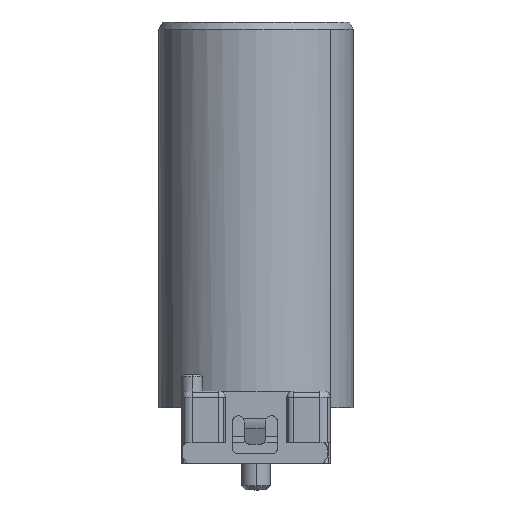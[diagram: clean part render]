
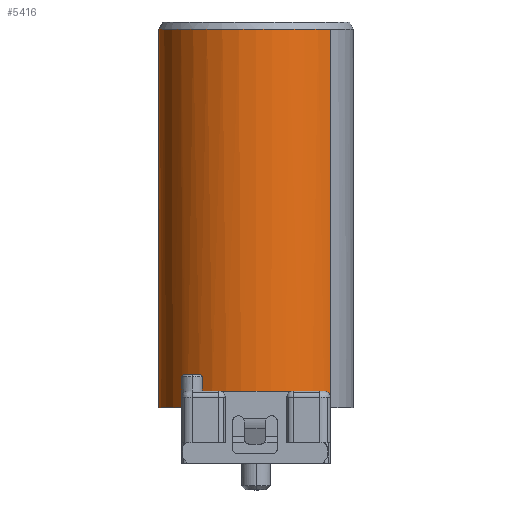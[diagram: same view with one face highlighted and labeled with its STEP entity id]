
A CAD part, left-side view. The second image highlights one B-rep face of the part: STEP entity #5416.
In plain terms, the highlighted cylindrical face has radius 4.725 mm (diameter 9.45 mm), a partial arc.
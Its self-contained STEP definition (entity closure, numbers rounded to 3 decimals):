
#5096=AXIS2_PLACEMENT_3D('Circle Axis2P3D',#5094,#5095,$) ;
#5122=AXIS2_PLACEMENT_3D('Circle Axis2P3D',#5120,#5121,$) ;
#5322=AXIS2_PLACEMENT_3D('Cylinder Axis2P3D',#5319,#5320,#5321) ;
#5333=AXIS2_PLACEMENT_3D('Circle Axis2P3D',#5331,#5332,$) ;
#5364=AXIS2_PLACEMENT_3D('Circle Axis2P3D',#5362,#5363,$) ;
#5371=AXIS2_PLACEMENT_3D('Circle Axis2P3D',#5369,#5370,$) ;
#5091=CARTESIAN_POINT('Vertex',(9.81,8.325,22.354)) ;
#5094=CARTESIAN_POINT('Axis2P3D Location',(6.75,4.725,22.354)) ;
#5098=CARTESIAN_POINT('Vertex',(6.75,9.45,22.354)) ;
#5120=CARTESIAN_POINT('Axis2P3D Location',(6.75,4.725,22.354)) ;
#5124=CARTESIAN_POINT('Vertex',(3.69,1.125,22.354)) ;
#5211=CARTESIAN_POINT('Line Origine',(3.69,1.125,4.8)) ;
#5215=CARTESIAN_POINT('Vertex',(3.69,1.125,4.5)) ;
#5293=CARTESIAN_POINT('Vertex',(9.81,8.325,4.5)) ;
#5296=CARTESIAN_POINT('Line Origine',(9.81,8.325,4.8)) ;
#5319=CARTESIAN_POINT('Axis2P3D Location',(6.75,4.725,4.8)) ;
#5324=CARTESIAN_POINT('Line Origine',(9.81,8.325,4.8)) ;
#5328=CARTESIAN_POINT('Vertex',(9.81,8.325,4.)) ;
#5331=CARTESIAN_POINT('Axis2P3D Location',(6.75,4.725,4.)) ;
#5335=CARTESIAN_POINT('Vertex',(3.69,8.325,4.)) ;
#5338=CARTESIAN_POINT('Line Origine',(3.69,8.325,4.8)) ;
#5342=CARTESIAN_POINT('Vertex',(3.689,8.325,4.5)) ;
#5346=CARTESIAN_POINT('Control Point',(3.689,8.325,4.5)) ;
#5347=CARTESIAN_POINT('Control Point',(3.69,8.325,4.564)) ;
#5348=CARTESIAN_POINT('Control Point',(3.664,8.303,4.63)) ;
#5349=CARTESIAN_POINT('Control Point',(3.63,8.274,4.676)) ;
#5350=CARTESIAN_POINT('Control Point',(3.59,8.238,4.713)) ;
#5351=CARTESIAN_POINT('Vertex',(3.59,8.237,4.712)) ;
#5355=CARTESIAN_POINT('Control Point',(3.59,8.238,4.713)) ;
#5356=CARTESIAN_POINT('Control Point',(3.525,8.179,4.771)) ;
#5357=CARTESIAN_POINT('Control Point',(3.442,8.1,4.801)) ;
#5358=CARTESIAN_POINT('Control Point',(3.369,8.025,4.8)) ;
#5359=CARTESIAN_POINT('Vertex',(3.368,8.025,4.8)) ;
#5362=CARTESIAN_POINT('Axis2P3D Location',(6.75,4.725,4.8)) ;
#5366=CARTESIAN_POINT('Vertex',(2.025,4.725,4.8)) ;
#5369=CARTESIAN_POINT('Axis2P3D Location',(6.75,4.725,4.8)) ;
#5373=CARTESIAN_POINT('Vertex',(3.368,1.425,4.8)) ;
#5377=CARTESIAN_POINT('Control Point',(3.368,1.425,4.8)) ;
#5378=CARTESIAN_POINT('Control Point',(3.424,1.368,4.8)) ;
#5379=CARTESIAN_POINT('Control Point',(3.481,1.312,4.785)) ;
#5380=CARTESIAN_POINT('Control Point',(3.54,1.257,4.756)) ;
#5381=CARTESIAN_POINT('Control Point',(3.589,1.213,4.712)) ;
#5382=CARTESIAN_POINT('Vertex',(3.589,1.213,4.712)) ;
#5386=CARTESIAN_POINT('Control Point',(3.589,1.213,4.712)) ;
#5387=CARTESIAN_POINT('Control Point',(3.592,1.211,4.71)) ;
#5388=CARTESIAN_POINT('Control Point',(3.594,1.208,4.708)) ;
#5389=CARTESIAN_POINT('Control Point',(3.597,1.206,4.705)) ;
#5390=CARTESIAN_POINT('Vertex',(3.597,1.206,4.705)) ;
#5394=CARTESIAN_POINT('Control Point',(3.597,1.206,4.705)) ;
#5395=CARTESIAN_POINT('Control Point',(3.634,1.173,4.67)) ;
#5396=CARTESIAN_POINT('Control Point',(3.669,1.143,4.623)) ;
#5397=CARTESIAN_POINT('Control Point',(3.69,1.125,4.561)) ;
#5398=CARTESIAN_POINT('Control Point',(3.69,1.125,4.5)) ;
#5095=DIRECTION('Axis2P3D Direction',(0.,0.,-1.)) ;
#5121=DIRECTION('Axis2P3D Direction',(0.,0.,-1.)) ;
#5212=DIRECTION('Vector Direction',(0.,0.,-1.)) ;
#5297=DIRECTION('Vector Direction',(0.,0.,-1.)) ;
#5320=DIRECTION('Axis2P3D Direction',(0.,0.,-1.)) ;
#5321=DIRECTION('Axis2P3D XDirection',(-0.648,-0.762,0.)) ;
#5325=DIRECTION('Vector Direction',(0.,0.,-1.)) ;
#5332=DIRECTION('Axis2P3D Direction',(0.,0.,-1.)) ;
#5339=DIRECTION('Vector Direction',(0.,0.,-1.)) ;
#5363=DIRECTION('Axis2P3D Direction',(0.,0.,-1.)) ;
#5370=DIRECTION('Axis2P3D Direction',(0.,0.,-1.)) ;
#5213=VECTOR('Line Direction',#5212,1.) ;
#5298=VECTOR('Line Direction',#5297,1.) ;
#5326=VECTOR('Line Direction',#5325,1.) ;
#5340=VECTOR('Line Direction',#5339,1.) ;
#5401=ORIENTED_EDGE('',*,*,#5300,.T.) ;
#5402=ORIENTED_EDGE('',*,*,#5330,.F.) ;
#5403=ORIENTED_EDGE('',*,*,#5337,.T.) ;
#5404=ORIENTED_EDGE('',*,*,#5344,.F.) ;
#5405=ORIENTED_EDGE('',*,*,#5353,.F.) ;
#5406=ORIENTED_EDGE('',*,*,#5361,.F.) ;
#5407=ORIENTED_EDGE('',*,*,#5368,.F.) ;
#5408=ORIENTED_EDGE('',*,*,#5375,.F.) ;
#5409=ORIENTED_EDGE('',*,*,#5384,.F.) ;
#5410=ORIENTED_EDGE('',*,*,#5392,.F.) ;
#5411=ORIENTED_EDGE('',*,*,#5399,.F.) ;
#5412=ORIENTED_EDGE('',*,*,#5217,.T.) ;
#5413=ORIENTED_EDGE('',*,*,#5126,.T.) ;
#5414=ORIENTED_EDGE('',*,*,#5100,.T.) ;
#5416=ADVANCED_FACE('V1',(#5415),#5323,.T.) ;
#5345=B_SPLINE_CURVE_WITH_KNOTS('',4,(#5346,#5347,#5348,#5349,#5350),.UNSPECIFIED.,.F.,.U.,(5,5),(0.,0.371),.UNSPECIFIED.) ;
#5354=B_SPLINE_CURVE_WITH_KNOTS('',3,(#5355,#5356,#5357,#5358),.UNSPECIFIED.,.F.,.U.,(4,4),(0.371,0.822),.UNSPECIFIED.) ;
#5376=B_SPLINE_CURVE_WITH_KNOTS('',4,(#5377,#5378,#5379,#5380,#5381),.UNSPECIFIED.,.F.,.U.,(5,5),(0.,0.457),.UNSPECIFIED.) ;
#5385=B_SPLINE_CURVE_WITH_KNOTS('',3,(#5386,#5387,#5388,#5389),.UNSPECIFIED.,.F.,.U.,(4,4),(0.457,0.475),.UNSPECIFIED.) ;
#5393=B_SPLINE_CURVE_WITH_KNOTS('',4,(#5394,#5395,#5396,#5397,#5398),.UNSPECIFIED.,.F.,.U.,(5,5),(0.,0.355),.UNSPECIFIED.) ;
#5097=CIRCLE('generated circle',#5096,4.725) ;
#5123=CIRCLE('generated circle',#5122,4.725) ;
#5334=CIRCLE('generated circle',#5333,4.725) ;
#5365=CIRCLE('generated circle',#5364,4.725) ;
#5372=CIRCLE('generated circle',#5371,4.725) ;
#5323=CYLINDRICAL_SURFACE('generated cylinder',#5322,4.725) ;
#5100=EDGE_CURVE('',#5099,#5092,#5097,.T.) ;
#5126=EDGE_CURVE('',#5125,#5099,#5123,.T.) ;
#5217=EDGE_CURVE('',#5216,#5125,#5214,.F.) ;
#5300=EDGE_CURVE('',#5092,#5294,#5299,.T.) ;
#5330=EDGE_CURVE('',#5329,#5294,#5327,.F.) ;
#5337=EDGE_CURVE('',#5329,#5336,#5334,.F.) ;
#5344=EDGE_CURVE('',#5343,#5336,#5341,.T.) ;
#5353=EDGE_CURVE('',#5352,#5343,#5345,.F.) ;
#5361=EDGE_CURVE('',#5360,#5352,#5354,.F.) ;
#5368=EDGE_CURVE('',#5367,#5360,#5365,.T.) ;
#5375=EDGE_CURVE('',#5374,#5367,#5372,.T.) ;
#5384=EDGE_CURVE('',#5383,#5374,#5376,.F.) ;
#5392=EDGE_CURVE('',#5391,#5383,#5385,.F.) ;
#5399=EDGE_CURVE('',#5216,#5391,#5393,.F.) ;
#5400=EDGE_LOOP('',(#5401,#5402,#5403,#5404,#5405,#5406,#5407,#5408,#5409,#5410,#5411,#5412,#5413,#5414)) ;
#5415=FACE_OUTER_BOUND('',#5400,.T.) ;
#5214=LINE('Line',#5211,#5213) ;
#5299=LINE('Line',#5296,#5298) ;
#5327=LINE('Line',#5324,#5326) ;
#5341=LINE('Line',#5338,#5340) ;
#5092=VERTEX_POINT('',#5091) ;
#5099=VERTEX_POINT('',#5098) ;
#5125=VERTEX_POINT('',#5124) ;
#5216=VERTEX_POINT('',#5215) ;
#5294=VERTEX_POINT('',#5293) ;
#5329=VERTEX_POINT('',#5328) ;
#5336=VERTEX_POINT('',#5335) ;
#5343=VERTEX_POINT('',#5342) ;
#5352=VERTEX_POINT('',#5351) ;
#5360=VERTEX_POINT('',#5359) ;
#5367=VERTEX_POINT('',#5366) ;
#5374=VERTEX_POINT('',#5373) ;
#5383=VERTEX_POINT('',#5382) ;
#5391=VERTEX_POINT('',#5390) ;
